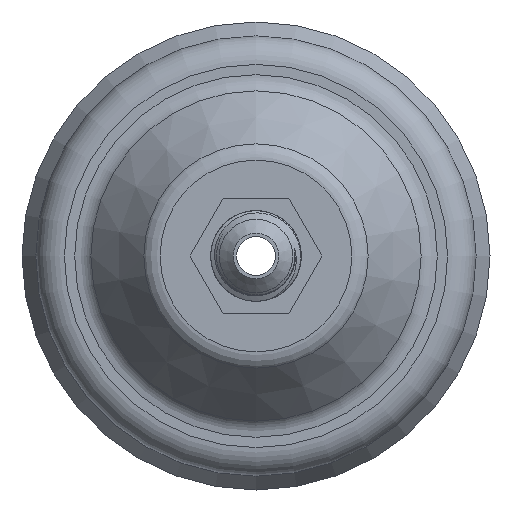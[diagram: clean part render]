
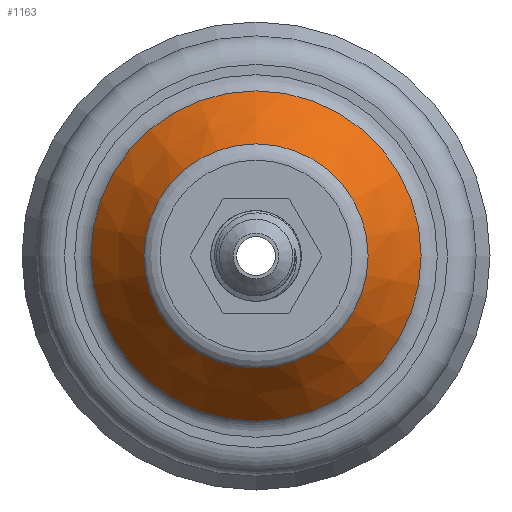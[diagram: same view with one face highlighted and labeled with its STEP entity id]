
A CAD part, left-side view. The second image highlights one B-rep face of the part: STEP entity #1163.
In plain terms, the highlighted conical face has half-angle 37.304 degrees and reference radius 20.25 mm.
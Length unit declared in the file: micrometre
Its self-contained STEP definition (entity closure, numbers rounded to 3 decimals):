
#67=CONICAL_SURFACE('',#1307,20249.606,0.651);
#102=FACE_OUTER_BOUND('',#166,.T.);
#166=EDGE_LOOP('',(#915,#916,#917,#918,#919,#920));
#266=CIRCLE('',#1305,20249.606);
#267=CIRCLE('',#1306,20249.606);
#268=CIRCLE('',#1308,13750.394);
#269=CIRCLE('',#1309,13750.394);
#344=LINE('',#2589,#410);
#410=VECTOR('',#1551,20249.606);
#533=VERTEX_POINT('',#2582);
#534=VERTEX_POINT('',#2584);
#535=VERTEX_POINT('',#2588);
#536=VERTEX_POINT('',#2590);
#684=EDGE_CURVE('',#533,#534,#266,.T.);
#685=EDGE_CURVE('',#534,#533,#267,.T.);
#686=EDGE_CURVE('',#533,#535,#344,.T.);
#687=EDGE_CURVE('',#535,#536,#268,.T.);
#688=EDGE_CURVE('',#536,#535,#269,.T.);
#915=ORIENTED_EDGE('',*,*,#685,.F.);
#916=ORIENTED_EDGE('',*,*,#684,.F.);
#917=ORIENTED_EDGE('',*,*,#686,.T.);
#918=ORIENTED_EDGE('',*,*,#687,.T.);
#919=ORIENTED_EDGE('',*,*,#688,.T.);
#920=ORIENTED_EDGE('',*,*,#686,.F.);
#1163=ADVANCED_FACE('',(#102),#67,.T.);
#1305=AXIS2_PLACEMENT_3D('',#2585,#1545,#1546);
#1306=AXIS2_PLACEMENT_3D('',#2586,#1547,#1548);
#1307=AXIS2_PLACEMENT_3D('',#2587,#1549,#1550);
#1308=AXIS2_PLACEMENT_3D('',#2591,#1552,#1553);
#1309=AXIS2_PLACEMENT_3D('',#2592,#1554,#1555);
#1545=DIRECTION('center_axis',(1.,0.,0.));
#1546=DIRECTION('ref_axis',(0.,0.,-1.));
#1547=DIRECTION('center_axis',(1.,0.,0.));
#1548=DIRECTION('ref_axis',(0.,0.,-1.));
#1549=DIRECTION('center_axis',(1.,0.,0.));
#1550=DIRECTION('ref_axis',(0.,0.,-1.));
#1551=DIRECTION('',(-0.795,0.,-0.606));
#1552=DIRECTION('center_axis',(1.,0.,0.));
#1553=DIRECTION('ref_axis',(0.,0.,-1.));
#1554=DIRECTION('center_axis',(1.,0.,0.));
#1555=DIRECTION('ref_axis',(0.,0.,-1.));
#2582=CARTESIAN_POINT('',(-27234.892,0.,20249.606));
#2584=CARTESIAN_POINT('',(-27234.892,0.,-20249.606));
#2585=CARTESIAN_POINT('Origin',(-27234.892,0.,0.));
#2586=CARTESIAN_POINT('Origin',(-27234.892,0.,0.));
#2587=CARTESIAN_POINT('Origin',(-27234.892,0.,0.));
#2588=CARTESIAN_POINT('',(-35765.108,0.,13750.394));
#2589=CARTESIAN_POINT('',(-27234.892,0.,20249.606));
#2590=CARTESIAN_POINT('',(-35765.108,0.,-13750.394));
#2591=CARTESIAN_POINT('Origin',(-35765.108,0.,0.));
#2592=CARTESIAN_POINT('Origin',(-35765.108,0.,0.));
